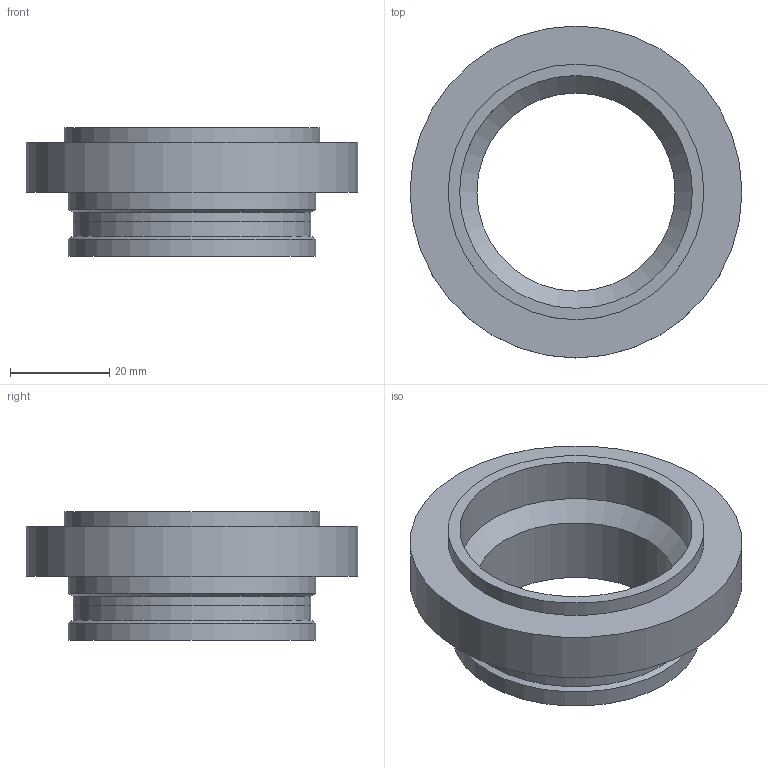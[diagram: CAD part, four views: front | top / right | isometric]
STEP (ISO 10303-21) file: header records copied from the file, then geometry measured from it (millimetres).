
FILE_DESCRIPTION(/* description */ (''),/* implementation_level */ '2;1');
FILE_NAME(/* name */ 'TI2_LA_BF_adapter.step',/* time_stamp */ '2020-07-13T15:42:51+02:00',/* author */ (''),/* organization */ (''),/* preprocessor_version */ 'ST-DEVELOPER v18.1',/* originating_system */ 'Autodesk Translation Framework v9.3.0.1241',/* authorisation */ '');
FILE_SCHEMA (('AUTOMOTIVE_DESIGN { 1 0 10303 214 3 1 1 }'));
Length unit declared in the file: millimetre
Products named in the file (1): microscope_adapter
Bounding box: 67 x 67 x 26 mm (x, y, z)
Volume: 28428.4 mm3; surface area: 12538.4 mm2
Topology: 1 solids, 1 shells, 15 faces, 26 edges, 15 vertices
Faces by surface type: cylinder 8, plane 4, cone 3
Full cylindrical faces by diameter (mm): 40 x1, 47 x1, 48 x2, 50 x2, 51.6 x1, 67 x1
Entity records: 396 total; most frequent: DIRECTION 73, CARTESIAN_POINT 57, ORIENTED_EDGE 52, AXIS2_PLACEMENT_3D 31, EDGE_CURVE 26, EDGE_LOOP 19, FACE_OUTER_BOUND 15, CIRCLE 15
